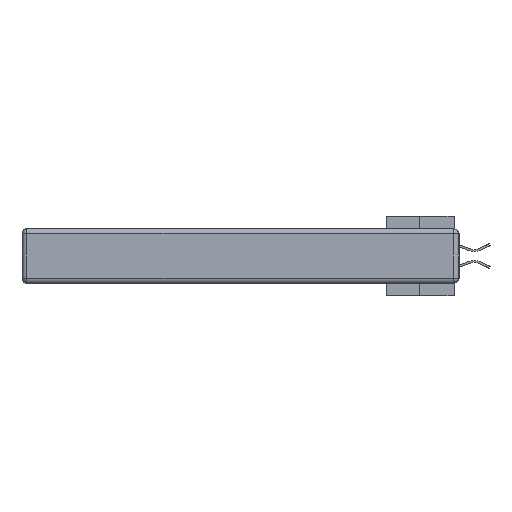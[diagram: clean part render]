
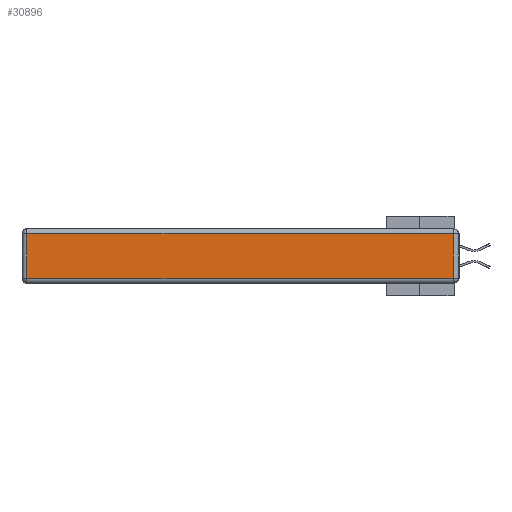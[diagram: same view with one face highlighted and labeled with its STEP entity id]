
A CAD part, left-side view. The second image highlights one B-rep face of the part: STEP entity #30896.
In plain terms, the highlighted planar face has unit normal (-1, 0, 0).
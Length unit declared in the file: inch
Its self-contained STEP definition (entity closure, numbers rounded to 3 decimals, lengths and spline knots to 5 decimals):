
#1899 = ORIENTED_EDGE ( 'NONE', *, *, #32366, .T. ) ;
#5390 = CARTESIAN_POINT ( 'NONE',  ( 0., 2.72, -0.03 ) ) ;
#5611 = VERTEX_POINT ( 'NONE', #46467 ) ;
#6613 = ORIENTED_EDGE ( 'NONE', *, *, #12305, .T. ) ;
#6981 = DIRECTION ( 'NONE',  ( -1., 0., 0. ) ) ;
#7066 = LINE ( 'NONE', #13067, #38684 ) ;
#7494 = EDGE_CURVE ( 'NONE', #24299, #36317, #45463, .T. ) ;
#9791 = LINE ( 'NONE', #44860, #31002 ) ;
#11057 = ORIENTED_EDGE ( 'NONE', *, *, #7494, .T. ) ;
#11426 = DIRECTION ( 'NONE',  ( 0., 0., 1. ) ) ;
#12305 = EDGE_CURVE ( 'NONE', #13762, #24299, #9791, .T. ) ;
#13067 = CARTESIAN_POINT ( 'NONE',  ( 0., 0., -0.313 ) ) ;
#13762 = VERTEX_POINT ( 'NONE', #16954 ) ;
#14838 = PLANE ( 'NONE',  #33587 ) ;
#15424 = EDGE_CURVE ( 'NONE', #5611, #13762, #26063, .T. ) ;
#16263 = VECTOR ( 'NONE', #33706, 39.37008 ) ;
#16954 = CARTESIAN_POINT ( 'NONE',  ( 0., 0.03, -0.03 ) ) ;
#21753 = CARTESIAN_POINT ( 'NONE',  ( 0., 0., -0.343 ) ) ;
#24299 = VERTEX_POINT ( 'NONE', #5390 ) ;
#25292 = DIRECTION ( 'NONE',  ( 0., 0., 1. ) ) ;
#26063 = LINE ( 'NONE', #37581, #38739 ) ;
#26714 = FACE_OUTER_BOUND ( 'NONE', #26814, .T. ) ;
#26814 = EDGE_LOOP ( 'NONE', ( #1899, #46828, #6613, #11057 ) ) ;
#28626 = CARTESIAN_POINT ( 'NONE',  ( 0., 2.72, -0.313 ) ) ;
#30896 = ADVANCED_FACE ( 'NONE', ( #26714 ), #14838, .T. ) ;
#31002 = VECTOR ( 'NONE', #44218, 39.37008 ) ;
#32366 = EDGE_CURVE ( 'NONE', #36317, #5611, #7066, .T. ) ;
#33587 = AXIS2_PLACEMENT_3D ( 'NONE', #21753, #6981, #25292 ) ;
#33706 = DIRECTION ( 'NONE',  ( 0., 0., -1. ) ) ;
#36317 = VERTEX_POINT ( 'NONE', #28626 ) ;
#37581 = CARTESIAN_POINT ( 'NONE',  ( 0., 0.03, -0.343 ) ) ;
#38684 = VECTOR ( 'NONE', #46110, 39.37008 ) ;
#38739 = VECTOR ( 'NONE', #11426, 39.37008 ) ;
#44218 = DIRECTION ( 'NONE',  ( 0., 1., 0. ) ) ;
#44466 = CARTESIAN_POINT ( 'NONE',  ( 0., 2.72, -0.343 ) ) ;
#44860 = CARTESIAN_POINT ( 'NONE',  ( 0., 2.75, -0.03 ) ) ;
#45463 = LINE ( 'NONE', #44466, #16263 ) ;
#46110 = DIRECTION ( 'NONE',  ( 0., -1., 0. ) ) ;
#46467 = CARTESIAN_POINT ( 'NONE',  ( 0., 0.03, -0.313 ) ) ;
#46828 = ORIENTED_EDGE ( 'NONE', *, *, #15424, .T. ) ;
